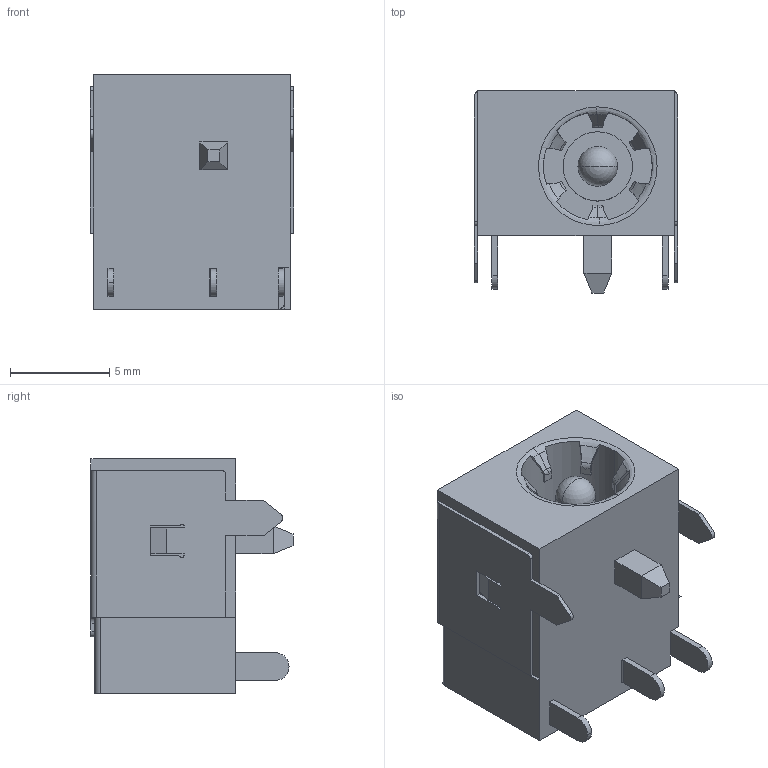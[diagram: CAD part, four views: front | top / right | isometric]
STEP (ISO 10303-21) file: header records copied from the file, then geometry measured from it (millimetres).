
FILE_DESCRIPTION(('STEP AP214'),'1');
FILE_NAME('dc-044b-3a-2_0.stp','2021-01-26T18:45:27',('TraceParts'),('TraceParts S.A.'),'Spatial InterOp 3D',' ',' ');
FILE_SCHEMA(('AUTOMOTIVE_DESIGN { 1 0 10303 214 1 1 1 1 }'));
Length unit declared in the file: millimetre
Products named in the file (1): dc-044b-3a-2_0
Bounding box: 10.3 x 10.2 x 11.85 mm (x, y, z)
Volume: 681.4 mm3; surface area: 882 mm2
Topology: 1 solids, 1 shells, 260 faces, 736 edges, 486 vertices
Faces by surface type: plane 181, cylinder 51, cone 16, torus 10, sphere 2
Entity records: 8584 total; most frequent: CARTESIAN_POINT 1857, ORIENTED_EDGE 1468, DIRECTION 1317, EDGE_CURVE 734, LINE 501, VECTOR 501, VERTEX_POINT 486, AXIS2_PLACEMENT_3D 408
